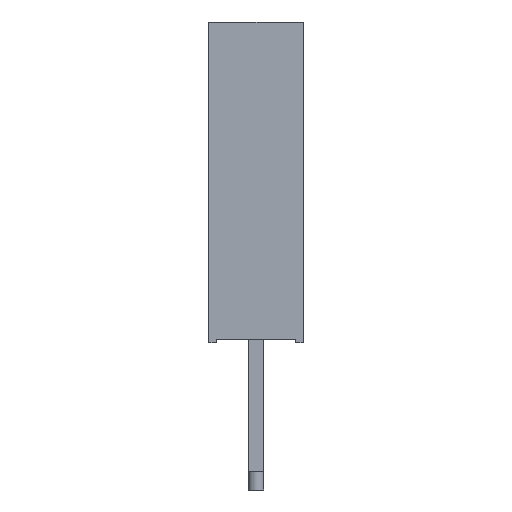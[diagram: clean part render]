
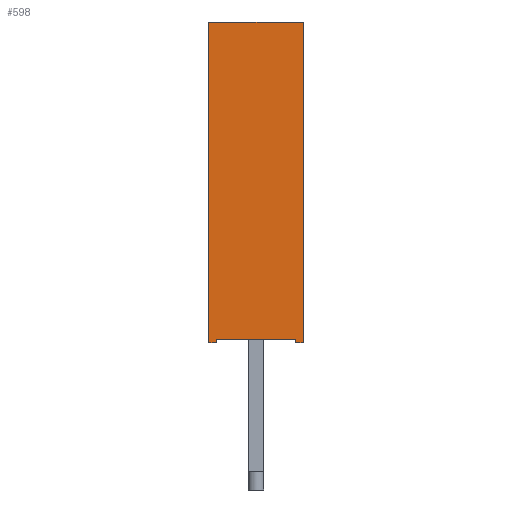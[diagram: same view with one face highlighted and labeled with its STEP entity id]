
A CAD part, left-side view. The second image highlights one B-rep face of the part: STEP entity #598.
In plain terms, the highlighted planar face has unit normal (-1, 0, 0).
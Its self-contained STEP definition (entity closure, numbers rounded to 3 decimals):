
#598=ADVANCED_FACE('',(#823),#825,.T.);
#823=FACE_BOUND('',#824,.T.);
#824=EDGE_LOOP('',(#997,#998,#999,#1000,#1001,#1002,#1003,#1004));
#825=PLANE('',#826);
#826=AXIS2_PLACEMENT_3D('',#827,#828,#829);
#827=CARTESIAN_POINT('',(0.,2.5,0.));
#828=DIRECTION('',(-1.,0.,0.));
#829=DIRECTION('',(0.,-1.,0.));
#997=ORIENTED_EDGE('',*,*,#1104,.T.);
#998=ORIENTED_EDGE('',*,*,#1093,.T.);
#999=ORIENTED_EDGE('',*,*,#1103,.T.);
#1000=ORIENTED_EDGE('',*,*,#1105,.T.);
#1001=ORIENTED_EDGE('',*,*,#1106,.T.);
#1002=ORIENTED_EDGE('',*,*,#1107,.F.);
#1003=ORIENTED_EDGE('',*,*,#1108,.F.);
#1004=ORIENTED_EDGE('',*,*,#1109,.T.);
#1093=EDGE_CURVE('',#1178,#1176,#1179,.T.);
#1103=EDGE_CURVE('',#1176,#1194,#1196,.F.);
#1104=EDGE_CURVE('',#1197,#1178,#1198,.F.);
#1105=EDGE_CURVE('',#1194,#1199,#1200,.T.);
#1106=EDGE_CURVE('',#1199,#1201,#1202,.T.);
#1107=EDGE_CURVE('',#1203,#1201,#1204,.T.);
#1108=EDGE_CURVE('',#1205,#1203,#1206,.T.);
#1109=EDGE_CURVE('',#1205,#1197,#1207,.T.);
#1176=VERTEX_POINT('',#1340);
#1178=VERTEX_POINT('',#1344);
#1179=LINE('',#1345,#1346);
#1194=VERTEX_POINT('',#1378);
#1196=LINE('',#1382,#1383);
#1197=VERTEX_POINT('',#1385);
#1198=LINE('',#1386,#1387);
#1199=VERTEX_POINT('',#1389);
#1200=LINE('',#1390,#1391);
#1201=VERTEX_POINT('',#1393);
#1202=LINE('',#1394,#1395);
#1203=VERTEX_POINT('',#1397);
#1204=LINE('',#1398,#1399);
#1205=VERTEX_POINT('',#1401);
#1206=LINE('',#1402,#1403);
#1207=LINE('',#1405,#1406);
#1340=CARTESIAN_POINT('',(0.,0.2,0.1));
#1344=CARTESIAN_POINT('',(0.,2.3,0.1));
#1345=CARTESIAN_POINT('',(0.,2.3,0.1));
#1346=VECTOR('',#1347,1.);
#1347=DIRECTION('',(0.,-1.,0.));
#1378=CARTESIAN_POINT('',(0.,0.2,0.));
#1382=CARTESIAN_POINT('',(0.,0.2,0.));
#1383=VECTOR('',#1384,1.);
#1384=DIRECTION('',(0.,0.,1.));
#1385=CARTESIAN_POINT('',(0.,2.3,0.));
#1386=CARTESIAN_POINT('',(0.,2.3,0.1));
#1387=VECTOR('',#1388,1.);
#1388=DIRECTION('',(0.,0.,-1.));
#1389=CARTESIAN_POINT('',(0.,0.,0.));
#1390=CARTESIAN_POINT('',(0.,0.2,0.));
#1391=VECTOR('',#1392,1.);
#1392=DIRECTION('',(0.,-1.,0.));
#1393=CARTESIAN_POINT('',(0.,0.,8.5));
#1394=CARTESIAN_POINT('',(0.,0.,0.));
#1395=VECTOR('',#1396,1.);
#1396=DIRECTION('',(0.,0.,1.));
#1397=CARTESIAN_POINT('',(0.,2.5,8.5));
#1398=CARTESIAN_POINT('',(0.,2.5,8.5));
#1399=VECTOR('',#1400,1.);
#1400=DIRECTION('',(0.,-1.,0.));
#1401=CARTESIAN_POINT('',(0.,2.5,0.));
#1402=CARTESIAN_POINT('',(0.,2.5,0.));
#1403=VECTOR('',#1404,1.);
#1404=DIRECTION('',(0.,0.,1.));
#1405=CARTESIAN_POINT('',(0.,2.5,0.));
#1406=VECTOR('',#1407,1.);
#1407=DIRECTION('',(0.,-1.,0.));
